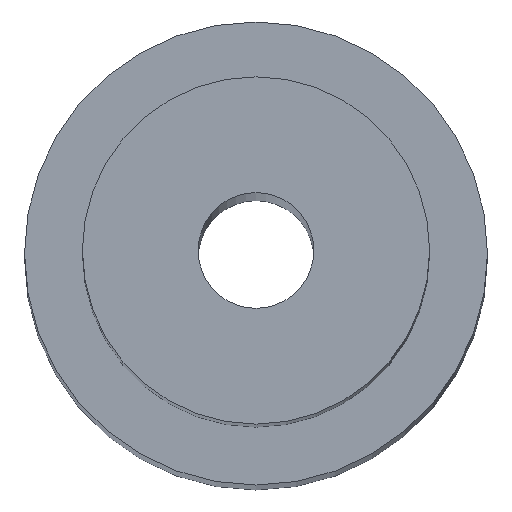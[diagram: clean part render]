
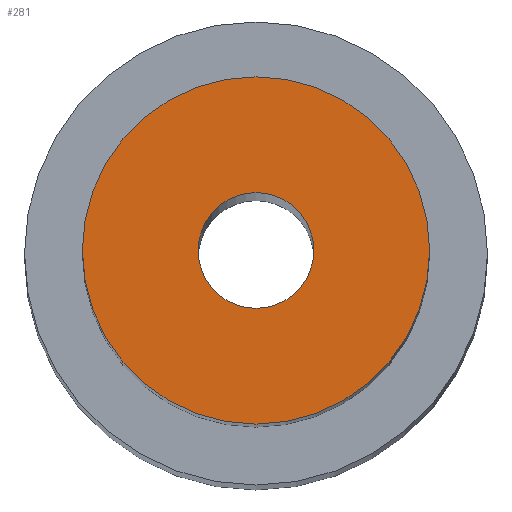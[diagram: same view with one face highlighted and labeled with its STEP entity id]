
A CAD part, top view. The second image highlights one B-rep face of the part: STEP entity #281.
In plain terms, the highlighted planar face has unit normal (0, 0, 1).
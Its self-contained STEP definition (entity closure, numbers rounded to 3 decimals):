
#15 = CIRCLE ( 'NONE', #198, 0.5 ) ;
#20 = CIRCLE ( 'NONE', #259, 0.5 ) ;
#25 = VERTEX_POINT ( 'NONE', #148 ) ;
#33 = EDGE_CURVE ( 'NONE', #234, #25, #15, .T. ) ;
#37 = CIRCLE ( 'NONE', #87, 1.5 ) ;
#43 = AXIS2_PLACEMENT_3D ( 'NONE', #333, #68, #204 ) ;
#61 = CARTESIAN_POINT ( 'NONE',  ( 0., 0., 40. ) ) ;
#65 = CARTESIAN_POINT ( 'NONE',  ( 0.5, 0., 40. ) ) ;
#68 = DIRECTION ( 'NONE',  ( 0., 0., 1. ) ) ;
#79 = VERTEX_POINT ( 'NONE', #271 ) ;
#87 = AXIS2_PLACEMENT_3D ( 'NONE', #61, #277, #332 ) ;
#108 = EDGE_LOOP ( 'NONE', ( #167, #235 ) ) ;
#123 = CARTESIAN_POINT ( 'NONE',  ( 0., 0., 40. ) ) ;
#125 = DIRECTION ( 'NONE',  ( 1., 0., 0. ) ) ;
#128 = DIRECTION ( 'NONE',  ( 0., 0., 1. ) ) ;
#148 = CARTESIAN_POINT ( 'NONE',  ( -0.5, 0., 40. ) ) ;
#152 = DIRECTION ( 'NONE',  ( 1., 0., 0. ) ) ;
#155 = CIRCLE ( 'NONE', #339, 1.5 ) ;
#162 = EDGE_CURVE ( 'NONE', #79, #340, #37, .T. ) ;
#167 = ORIENTED_EDGE ( 'NONE', *, *, #162, .T. ) ;
#174 = DIRECTION ( 'NONE',  ( 1., 0., 0. ) ) ;
#178 = FACE_OUTER_BOUND ( 'NONE', #108, .T. ) ;
#181 = EDGE_CURVE ( 'NONE', #25, #234, #20, .T. ) ;
#198 = AXIS2_PLACEMENT_3D ( 'NONE', #296, #321, #174 ) ;
#204 = DIRECTION ( 'NONE',  ( 1., 0., 0. ) ) ;
#227 = DIRECTION ( 'NONE',  ( 0., 0., 1. ) ) ;
#231 = FACE_BOUND ( 'NONE', #243, .T. ) ;
#234 = VERTEX_POINT ( 'NONE', #65 ) ;
#235 = ORIENTED_EDGE ( 'NONE', *, *, #242, .T. ) ;
#236 = ORIENTED_EDGE ( 'NONE', *, *, #181, .F. ) ;
#242 = EDGE_CURVE ( 'NONE', #340, #79, #155, .T. ) ;
#243 = EDGE_LOOP ( 'NONE', ( #313, #236 ) ) ;
#259 = AXIS2_PLACEMENT_3D ( 'NONE', #123, #227, #152 ) ;
#271 = CARTESIAN_POINT ( 'NONE',  ( -1.5, 0., 40. ) ) ;
#277 = DIRECTION ( 'NONE',  ( 0., 0., 1. ) ) ;
#278 = PLANE ( 'NONE',  #43 ) ;
#281 = ADVANCED_FACE ( 'NONE', ( #231, #178 ), #278, .T. ) ;
#296 = CARTESIAN_POINT ( 'NONE',  ( 0., 0., 40. ) ) ;
#313 = ORIENTED_EDGE ( 'NONE', *, *, #33, .F. ) ;
#321 = DIRECTION ( 'NONE',  ( 0., 0., 1. ) ) ;
#328 = CARTESIAN_POINT ( 'NONE',  ( 0., 0., 40. ) ) ;
#332 = DIRECTION ( 'NONE',  ( 1., 0., 0. ) ) ;
#333 = CARTESIAN_POINT ( 'NONE',  ( 0., 0., 40. ) ) ;
#335 = CARTESIAN_POINT ( 'NONE',  ( 1.5, 0., 40. ) ) ;
#339 = AXIS2_PLACEMENT_3D ( 'NONE', #328, #128, #125 ) ;
#340 = VERTEX_POINT ( 'NONE', #335 ) ;
